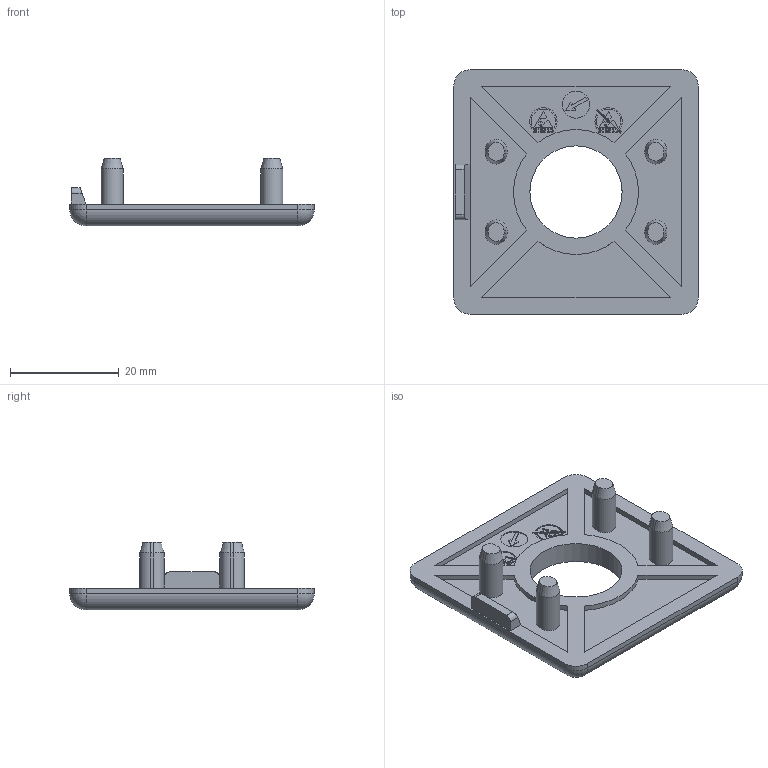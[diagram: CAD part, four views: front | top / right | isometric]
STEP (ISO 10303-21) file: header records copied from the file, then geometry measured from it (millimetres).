
FILE_DESCRIPTION (( 'STEP AP203' ), '1' );
FILE_NAME ('091015S03.step', '2015-12-18T14:42:42', ( '' ), ( '' ), 'SwSTEP 2.0', 'SolidWorks 2015', '' );
FILE_SCHEMA (( 'CONFIG_CONTROL_DESIGN' ));
Length unit declared in the file: millimetre
Products named in the file (1): 091015S03
Bounding box: 45 x 45 x 12.5 mm (x, y, z)
Volume: 6496 mm3; surface area: 5154.2 mm2
Topology: 1 solids, 1 shells, 311 faces, 835 edges, 544 vertices
Faces by surface type: plane 256, cylinder 39, cone 8, sphere 4, bspline 4
Entity records: 9634 total; most frequent: CARTESIAN_POINT 1745, ORIENTED_EDGE 1662, DIRECTION 1521, EDGE_CURVE 831, LINE 737, VECTOR 737, VERTEX_POINT 544, AXIS2_PLACEMENT_3D 392
